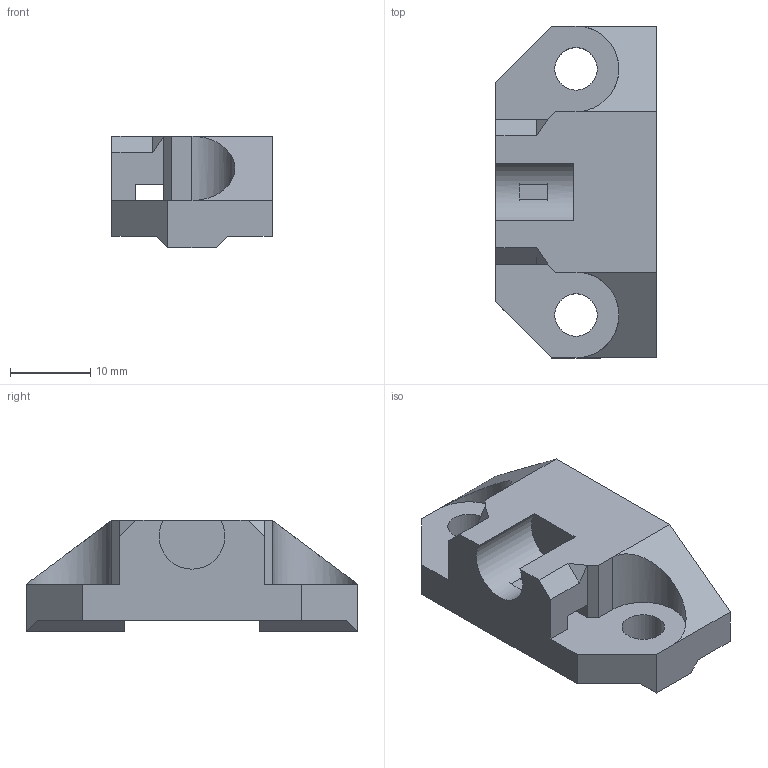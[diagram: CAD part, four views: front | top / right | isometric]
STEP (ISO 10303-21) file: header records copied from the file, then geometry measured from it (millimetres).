
FILE_DESCRIPTION(/* description */ (''),/* implementation_level */ '2;1');
FILE_NAME(/* name */ 'rod_holder.stp',/* time_stamp */ '2017-09-21T18:23:49+02:00',/* author */ (''),/* organization */ (''),/* preprocessor_version */ 'ST-DEVELOPER v16.13',/* originating_system */ 'Autodesk Translation Framework v6.1.1.50',/* authorisation */ '');
FILE_SCHEMA (('AUTOMOTIVE_DESIGN { 1 0 10303 214 3 1 1 }'));
Length unit declared in the file: millimetre
Products named in the file (1): rod_holder
Bounding box: 20 x 41.4 x 13.9 mm (x, y, z)
Volume: 6523.8 mm3; surface area: 3225 mm2
Topology: 1 solids, 1 shells, 41 faces, 116 edges, 74 vertices
Faces by surface type: plane 36, cylinder 5
Full cylindrical faces by diameter (mm): 5.3 x2
Entity records: 1337 total; most frequent: CARTESIAN_POINT 230, ORIENTED_EDGE 228, DIRECTION 210, EDGE_CURVE 114, LINE 102, VECTOR 102, VERTEX_POINT 74, AXIS2_PLACEMENT_3D 54
